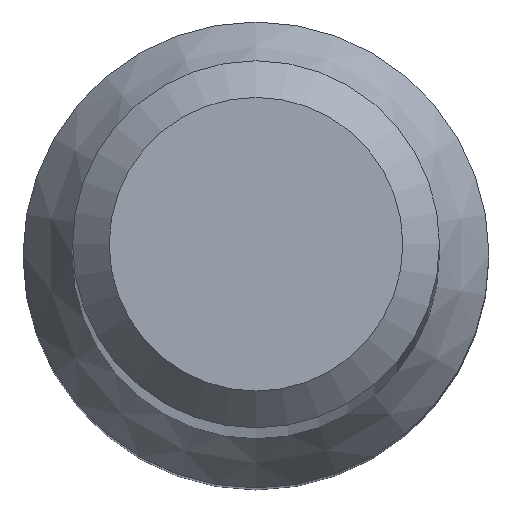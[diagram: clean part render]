
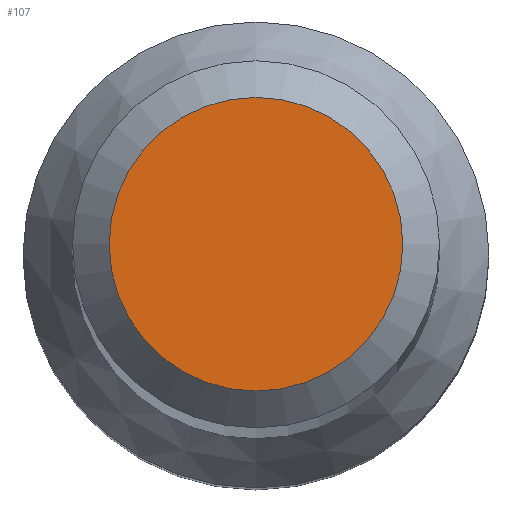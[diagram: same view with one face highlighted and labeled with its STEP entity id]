
A CAD part, top view. The second image highlights one B-rep face of the part: STEP entity #107.
In plain terms, the highlighted planar face has unit normal (0, 0, 1).
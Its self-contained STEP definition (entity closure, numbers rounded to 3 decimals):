
#3 = FACE_OUTER_BOUND ( 'NONE', #121, .T. ) ;
#8 = AXIS2_PLACEMENT_3D ( 'NONE', #241, #69, #56 ) ;
#17 = CARTESIAN_POINT ( 'NONE',  ( 0., 0., 80. ) ) ;
#56 = DIRECTION ( 'NONE',  ( 0., 1., 0. ) ) ;
#69 = DIRECTION ( 'NONE',  ( 0., 0., -1. ) ) ;
#71 = DIRECTION ( 'NONE',  ( 0., 0., 1. ) ) ;
#80 = CARTESIAN_POINT ( 'NONE',  ( 0., 1.6, 80. ) ) ;
#91 = EDGE_CURVE ( 'NONE', #100, #100, #195, .T. ) ;
#100 = VERTEX_POINT ( 'NONE', #80 ) ;
#106 = AXIS2_PLACEMENT_3D ( 'NONE', #17, #71, #164 ) ;
#107 = ADVANCED_FACE ( 'NONE', ( #3 ), #225, .T. ) ;
#118 = ORIENTED_EDGE ( 'NONE', *, *, #91, .F. ) ;
#121 = EDGE_LOOP ( 'NONE', ( #118 ) ) ;
#164 = DIRECTION ( 'NONE',  ( 0., -1., 0. ) ) ;
#195 = CIRCLE ( 'NONE', #8, 1.6 ) ;
#225 = PLANE ( 'NONE',  #106 ) ;
#241 = CARTESIAN_POINT ( 'NONE',  ( 0., 0., 80. ) ) ;
